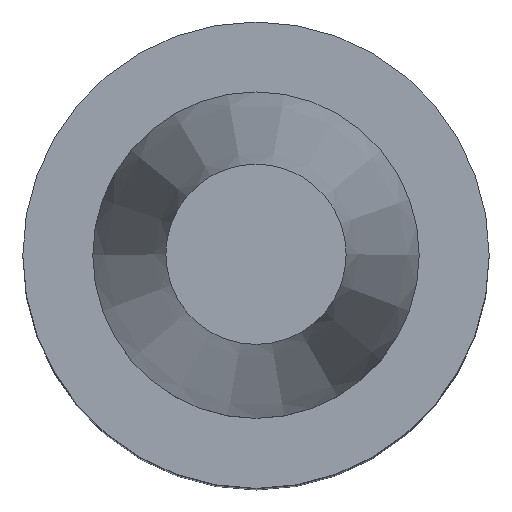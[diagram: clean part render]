
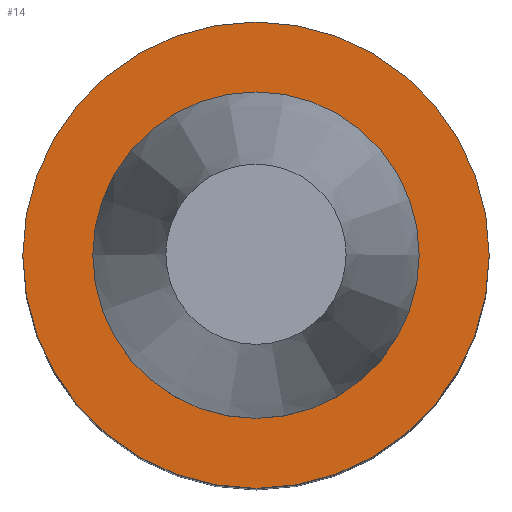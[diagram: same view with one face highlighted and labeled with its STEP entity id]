
A CAD part, top view. The second image highlights one B-rep face of the part: STEP entity #14.
In plain terms, the highlighted planar face has unit normal (0, 0, 1).
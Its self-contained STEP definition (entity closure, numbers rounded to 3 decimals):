
#14 = ADVANCED_FACE ( 'NONE', ( #198, #161 ), #224, .F. ) ;
#59 = DIRECTION ( 'NONE',  ( 0., 0., 1. ) ) ;
#60 = AXIS2_PLACEMENT_3D ( 'NONE', #297, #294, #80 ) ;
#72 = CIRCLE ( 'NONE', #60, 31.75 ) ;
#80 = DIRECTION ( 'NONE',  ( 1., 0., 0. ) ) ;
#89 = EDGE_LOOP ( 'NONE', ( #269 ) ) ;
#93 = VERTEX_POINT ( 'NONE', #214 ) ;
#154 = EDGE_CURVE ( 'NONE', #93, #93, #339, .T. ) ;
#161 = FACE_OUTER_BOUND ( 'NONE', #335, .T. ) ;
#198 = FACE_BOUND ( 'NONE', #89, .T. ) ;
#213 = DIRECTION ( 'NONE',  ( 1., 0., 0. ) ) ;
#214 = CARTESIAN_POINT ( 'NONE',  ( 22.225, 0., -3.175 ) ) ;
#224 = PLANE ( 'NONE',  #321 ) ;
#228 = DIRECTION ( 'NONE',  ( -1., 0., 0. ) ) ;
#234 = ORIENTED_EDGE ( 'NONE', *, *, #355, .T. ) ;
#247 = CARTESIAN_POINT ( 'NONE',  ( 0., 31.75, -3.175 ) ) ;
#250 = DIRECTION ( 'NONE',  ( 0., 0., -1. ) ) ;
#269 = ORIENTED_EDGE ( 'NONE', *, *, #154, .F. ) ;
#290 = VERTEX_POINT ( 'NONE', #326 ) ;
#294 = DIRECTION ( 'NONE',  ( 0., 0., 1. ) ) ;
#297 = CARTESIAN_POINT ( 'NONE',  ( 0., 0., -3.175 ) ) ;
#321 = AXIS2_PLACEMENT_3D ( 'NONE', #247, #250, #228 ) ;
#326 = CARTESIAN_POINT ( 'NONE',  ( 31.75, 0., -3.175 ) ) ;
#335 = EDGE_LOOP ( 'NONE', ( #234 ) ) ;
#339 = CIRCLE ( 'NONE', #364, 22.225 ) ;
#355 = EDGE_CURVE ( 'NONE', #290, #290, #72, .T. ) ;
#364 = AXIS2_PLACEMENT_3D ( 'NONE', #373, #59, #213 ) ;
#373 = CARTESIAN_POINT ( 'NONE',  ( 0., 0., -3.175 ) ) ;
